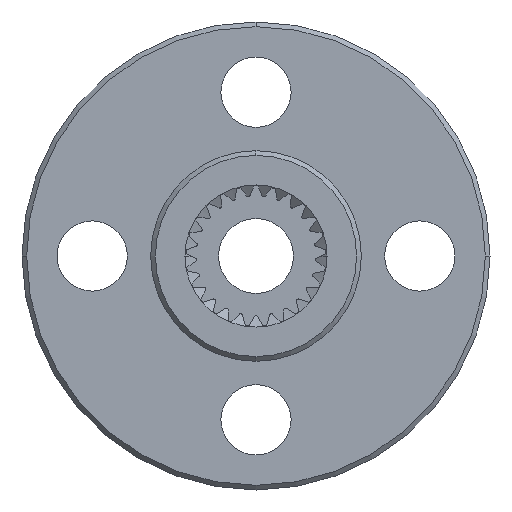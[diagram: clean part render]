
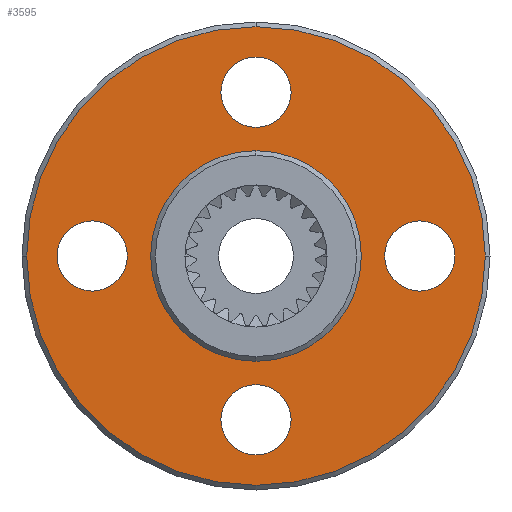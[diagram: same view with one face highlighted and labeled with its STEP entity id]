
A CAD part, front view. The second image highlights one B-rep face of the part: STEP entity #3595.
In plain terms, the highlighted planar face has unit normal (0, -1, 0).
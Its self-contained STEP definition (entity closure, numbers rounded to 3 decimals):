
#33 = DIRECTION ( 'NONE',  ( 0., 0., -1. ) ) ;
#45 = EDGE_CURVE ( 'NONE', #2325, #415, #216, .T. ) ;
#58 = DIRECTION ( 'NONE',  ( 0., -1., 0. ) ) ;
#133 = CARTESIAN_POINT ( 'NONE',  ( 0., 9.1, -8.5 ) ) ;
#148 = AXIS2_PLACEMENT_3D ( 'NONE', #3749, #586, #4058 ) ;
#216 = CIRCLE ( 'NONE', #4302, 4.5 ) ;
#223 = DIRECTION ( 'NONE',  ( 0., 0., -1. ) ) ;
#311 = FACE_OUTER_BOUND ( 'NONE', #2629, .T. ) ;
#360 = CIRCLE ( 'NONE', #148, 9.8 ) ;
#415 = VERTEX_POINT ( 'NONE', #3823 ) ;
#423 = CARTESIAN_POINT ( 'NONE',  ( 0., 9.1, -5.5 ) ) ;
#431 = AXIS2_PLACEMENT_3D ( 'NONE', #3438, #4185, #223 ) ;
#462 = CIRCLE ( 'NONE', #3514, 1.5 ) ;
#502 = DIRECTION ( 'NONE',  ( 0., -1., 0. ) ) ;
#509 = AXIS2_PLACEMENT_3D ( 'NONE', #1095, #769, #2860 ) ;
#552 = EDGE_CURVE ( 'NONE', #415, #2325, #667, .T. ) ;
#570 = EDGE_CURVE ( 'NONE', #588, #3524, #891, .T. ) ;
#586 = DIRECTION ( 'NONE',  ( 0., -1., 0. ) ) ;
#588 = VERTEX_POINT ( 'NONE', #3743 ) ;
#603 = EDGE_CURVE ( 'NONE', #1881, #3400, #1479, .T. ) ;
#667 = CIRCLE ( 'NONE', #3268, 4.5 ) ;
#682 = ORIENTED_EDGE ( 'NONE', *, *, #45, .F. ) ;
#686 = FACE_BOUND ( 'NONE', #2516, .T. ) ;
#690 = AXIS2_PLACEMENT_3D ( 'NONE', #1532, #4373, #3418 ) ;
#703 = VERTEX_POINT ( 'NONE', #2636 ) ;
#731 = PLANE ( 'NONE',  #4338 ) ;
#743 = CARTESIAN_POINT ( 'NONE',  ( 0., 9.1, 0. ) ) ;
#764 = CIRCLE ( 'NONE', #690, 1.5 ) ;
#769 = DIRECTION ( 'NONE',  ( 0., -1., 0. ) ) ;
#878 = CARTESIAN_POINT ( 'NONE',  ( 9.8, 9.1, 0. ) ) ;
#891 = CIRCLE ( 'NONE', #509, 9.8 ) ;
#935 = DIRECTION ( 'NONE',  ( 0., 0., -1. ) ) ;
#969 = VERTEX_POINT ( 'NONE', #3576 ) ;
#1095 = CARTESIAN_POINT ( 'NONE',  ( 0., 9.1, 0. ) ) ;
#1118 = DIRECTION ( 'NONE',  ( 0., -1., 0. ) ) ;
#1202 = VERTEX_POINT ( 'NONE', #4525 ) ;
#1312 = DIRECTION ( 'NONE',  ( 0., 0., -1. ) ) ;
#1357 = CARTESIAN_POINT ( 'NONE',  ( 0., 9.1, 7. ) ) ;
#1443 = DIRECTION ( 'NONE',  ( 0., -1., 0. ) ) ;
#1479 = CIRCLE ( 'NONE', #3118, 1.5 ) ;
#1503 = DIRECTION ( 'NONE',  ( 0., 0., -1. ) ) ;
#1532 = CARTESIAN_POINT ( 'NONE',  ( -7., 9.1, 0. ) ) ;
#1581 = CIRCLE ( 'NONE', #2917, 1.5 ) ;
#1606 = EDGE_LOOP ( 'NONE', ( #2008, #2863 ) ) ;
#1624 = CARTESIAN_POINT ( 'NONE',  ( 0., 9.1, -7. ) ) ;
#1634 = EDGE_CURVE ( 'NONE', #3751, #2192, #1840, .T. ) ;
#1644 = ORIENTED_EDGE ( 'NONE', *, *, #3109, .F. ) ;
#1752 = FACE_BOUND ( 'NONE', #2051, .T. ) ;
#1828 = CARTESIAN_POINT ( 'NONE',  ( 7., 9.1, 0. ) ) ;
#1840 = CIRCLE ( 'NONE', #431, 1.5 ) ;
#1872 = DIRECTION ( 'NONE',  ( 0., -1., 0. ) ) ;
#1881 = VERTEX_POINT ( 'NONE', #423 ) ;
#1885 = CARTESIAN_POINT ( 'NONE',  ( 0., 9.1, 9.8 ) ) ;
#1957 = CARTESIAN_POINT ( 'NONE',  ( 0., 9.1, -7. ) ) ;
#2008 = ORIENTED_EDGE ( 'NONE', *, *, #1634, .F. ) ;
#2033 = CIRCLE ( 'NONE', #3372, 1.5 ) ;
#2051 = EDGE_LOOP ( 'NONE', ( #3446, #3057 ) ) ;
#2099 = DIRECTION ( 'NONE',  ( 0., 0., -1. ) ) ;
#2166 = CARTESIAN_POINT ( 'NONE',  ( 0., 9.1, 0. ) ) ;
#2188 = ORIENTED_EDGE ( 'NONE', *, *, #552, .F. ) ;
#2192 = VERTEX_POINT ( 'NONE', #4416 ) ;
#2325 = VERTEX_POINT ( 'NONE', #2338 ) ;
#2328 = DIRECTION ( 'NONE',  ( 0., -1., 0. ) ) ;
#2338 = CARTESIAN_POINT ( 'NONE',  ( 0., 9.1, 4.5 ) ) ;
#2393 = AXIS2_PLACEMENT_3D ( 'NONE', #2727, #4146, #4197 ) ;
#2473 = ORIENTED_EDGE ( 'NONE', *, *, #4161, .F. ) ;
#2515 = CARTESIAN_POINT ( 'NONE',  ( 0., 9.1, 5.5 ) ) ;
#2516 = EDGE_LOOP ( 'NONE', ( #2473, #3753 ) ) ;
#2534 = DIRECTION ( 'NONE',  ( 0., 0., -1. ) ) ;
#2551 = EDGE_LOOP ( 'NONE', ( #1644, #3311 ) ) ;
#2624 = AXIS2_PLACEMENT_3D ( 'NONE', #743, #1443, #2534 ) ;
#2629 = EDGE_LOOP ( 'NONE', ( #4193, #3255, #4345 ) ) ;
#2636 = CARTESIAN_POINT ( 'NONE',  ( -7., 9.1, 1.5 ) ) ;
#2689 = EDGE_CURVE ( 'NONE', #3101, #588, #360, .T. ) ;
#2705 = CARTESIAN_POINT ( 'NONE',  ( 0., 9.1, 7. ) ) ;
#2727 = CARTESIAN_POINT ( 'NONE',  ( -7., 9.1, 0. ) ) ;
#2765 = FACE_BOUND ( 'NONE', #2551, .T. ) ;
#2781 = DIRECTION ( 'NONE',  ( 0., 0., -1. ) ) ;
#2805 = FACE_BOUND ( 'NONE', #1606, .T. ) ;
#2860 = DIRECTION ( 'NONE',  ( 0., 0., -1. ) ) ;
#2863 = ORIENTED_EDGE ( 'NONE', *, *, #3335, .F. ) ;
#2895 = AXIS2_PLACEMENT_3D ( 'NONE', #1357, #4562, #2781 ) ;
#2902 = EDGE_CURVE ( 'NONE', #4106, #1202, #3496, .T. ) ;
#2917 = AXIS2_PLACEMENT_3D ( 'NONE', #1828, #1872, #1503 ) ;
#2947 = DIRECTION ( 'NONE',  ( 0., -1., 0. ) ) ;
#3057 = ORIENTED_EDGE ( 'NONE', *, *, #3795, .F. ) ;
#3101 = VERTEX_POINT ( 'NONE', #1885 ) ;
#3109 = EDGE_CURVE ( 'NONE', #703, #969, #764, .T. ) ;
#3118 = AXIS2_PLACEMENT_3D ( 'NONE', #1624, #2947, #3675 ) ;
#3151 = CARTESIAN_POINT ( 'NONE',  ( 0., 9.1, 0. ) ) ;
#3184 = CARTESIAN_POINT ( 'NONE',  ( 0., 9.1, 0. ) ) ;
#3220 = CARTESIAN_POINT ( 'NONE',  ( 7., 9.1, 1.5 ) ) ;
#3255 = ORIENTED_EDGE ( 'NONE', *, *, #4495, .T. ) ;
#3268 = AXIS2_PLACEMENT_3D ( 'NONE', #3184, #1118, #33 ) ;
#3311 = ORIENTED_EDGE ( 'NONE', *, *, #4362, .F. ) ;
#3335 = EDGE_CURVE ( 'NONE', #2192, #3751, #1581, .T. ) ;
#3372 = AXIS2_PLACEMENT_3D ( 'NONE', #1957, #2328, #1312 ) ;
#3400 = VERTEX_POINT ( 'NONE', #133 ) ;
#3418 = DIRECTION ( 'NONE',  ( 0., 0., -1. ) ) ;
#3438 = CARTESIAN_POINT ( 'NONE',  ( 7., 9.1, 0. ) ) ;
#3446 = ORIENTED_EDGE ( 'NONE', *, *, #603, .F. ) ;
#3496 = CIRCLE ( 'NONE', #2895, 1.5 ) ;
#3506 = FACE_BOUND ( 'NONE', #4042, .T. ) ;
#3514 = AXIS2_PLACEMENT_3D ( 'NONE', #2705, #502, #935 ) ;
#3524 = VERTEX_POINT ( 'NONE', #878 ) ;
#3576 = CARTESIAN_POINT ( 'NONE',  ( -7., 9.1, -1.5 ) ) ;
#3588 = DIRECTION ( 'NONE',  ( 0., 0., -1. ) ) ;
#3595 = ADVANCED_FACE ( 'NONE', ( #311, #1752, #686, #2805, #2765, #3506 ), #731, .T. ) ;
#3675 = DIRECTION ( 'NONE',  ( 0., 0., -1. ) ) ;
#3743 = CARTESIAN_POINT ( 'NONE',  ( -9.8, 9.1, 0. ) ) ;
#3749 = CARTESIAN_POINT ( 'NONE',  ( 0., 9.1, 0. ) ) ;
#3751 = VERTEX_POINT ( 'NONE', #3220 ) ;
#3753 = ORIENTED_EDGE ( 'NONE', *, *, #2902, .F. ) ;
#3795 = EDGE_CURVE ( 'NONE', #3400, #1881, #2033, .T. ) ;
#3823 = CARTESIAN_POINT ( 'NONE',  ( 0., 9.1, -4.5 ) ) ;
#3886 = CIRCLE ( 'NONE', #2624, 9.8 ) ;
#3955 = CIRCLE ( 'NONE', #2393, 1.5 ) ;
#4042 = EDGE_LOOP ( 'NONE', ( #2188, #682 ) ) ;
#4058 = DIRECTION ( 'NONE',  ( 0., 0., -1. ) ) ;
#4106 = VERTEX_POINT ( 'NONE', #2515 ) ;
#4146 = DIRECTION ( 'NONE',  ( 0., -1., 0. ) ) ;
#4161 = EDGE_CURVE ( 'NONE', #1202, #4106, #462, .T. ) ;
#4185 = DIRECTION ( 'NONE',  ( 0., -1., 0. ) ) ;
#4193 = ORIENTED_EDGE ( 'NONE', *, *, #570, .T. ) ;
#4197 = DIRECTION ( 'NONE',  ( 0., 0., -1. ) ) ;
#4302 = AXIS2_PLACEMENT_3D ( 'NONE', #2166, #58, #3588 ) ;
#4338 = AXIS2_PLACEMENT_3D ( 'NONE', #3151, #4591, #2099 ) ;
#4345 = ORIENTED_EDGE ( 'NONE', *, *, #2689, .T. ) ;
#4362 = EDGE_CURVE ( 'NONE', #969, #703, #3955, .T. ) ;
#4373 = DIRECTION ( 'NONE',  ( 0., -1., 0. ) ) ;
#4416 = CARTESIAN_POINT ( 'NONE',  ( 7., 9.1, -1.5 ) ) ;
#4495 = EDGE_CURVE ( 'NONE', #3524, #3101, #3886, .T. ) ;
#4525 = CARTESIAN_POINT ( 'NONE',  ( 0., 9.1, 8.5 ) ) ;
#4562 = DIRECTION ( 'NONE',  ( 0., -1., 0. ) ) ;
#4591 = DIRECTION ( 'NONE',  ( 0., -1., 0. ) ) ;
